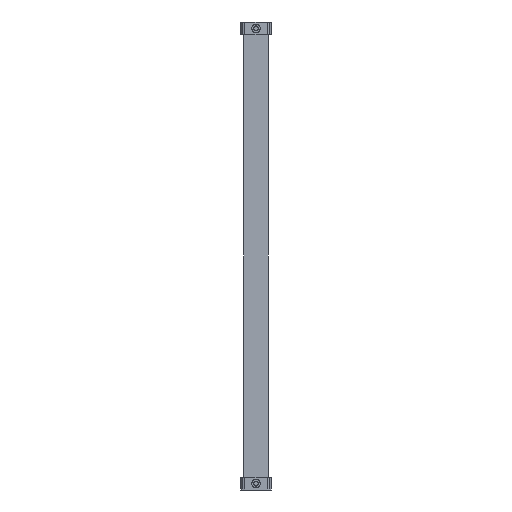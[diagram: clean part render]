
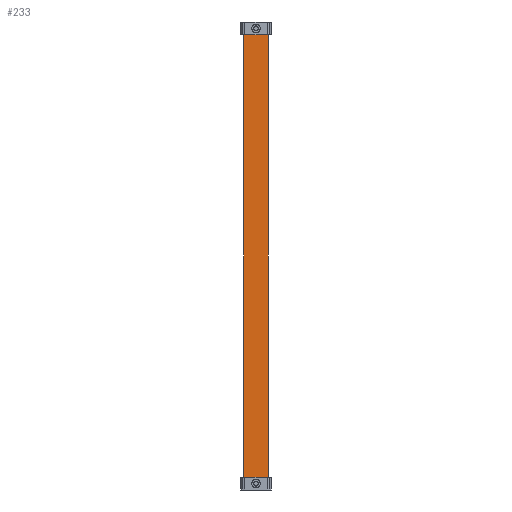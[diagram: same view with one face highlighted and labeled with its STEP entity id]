
A CAD part, front view. The second image highlights one B-rep face of the part: STEP entity #233.
In plain terms, the highlighted planar face has unit normal (0, -1, 0).
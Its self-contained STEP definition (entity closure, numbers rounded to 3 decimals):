
#233 = ADVANCED_FACE( '', ( #572 ), #573, .F. );
#572 = FACE_OUTER_BOUND( '', #1177, .T. );
#573 = PLANE( '', #1178 );
#1177 = EDGE_LOOP( '', ( #2040, #2041, #2042, #2043 ) );
#1178 = AXIS2_PLACEMENT_3D( '', #2044, #2045, #2046 );
#2040 = ORIENTED_EDGE( '', *, *, #3446, .T. );
#2041 = ORIENTED_EDGE( '', *, *, #3445, .F. );
#2042 = ORIENTED_EDGE( '', *, *, #3447, .F. );
#2043 = ORIENTED_EDGE( '', *, *, #3448, .T. );
#2044 = CARTESIAN_POINT( '', ( -29., -29., 520. ) );
#2045 = DIRECTION( '', ( 0., 1., 0. ) );
#2046 = DIRECTION( '', ( 0., 0., 1. ) );
#3445 = EDGE_CURVE( '', #4047, #4045, #4049, .T. );
#3446 = EDGE_CURVE( '', #4050, #4045, #4051, .T. );
#3447 = EDGE_CURVE( '', #4052, #4047, #4053, .T. );
#3448 = EDGE_CURVE( '', #4052, #4050, #4054, .T. );
#4045 = VERTEX_POINT( '', #5012 );
#4047 = VERTEX_POINT( '', #5015 );
#4049 = LINE( '', #5018, #5019 );
#4050 = VERTEX_POINT( '', #5020 );
#4051 = LINE( '', #5021, #5022 );
#4052 = VERTEX_POINT( '', #5023 );
#4053 = LINE( '', #5024, #5025 );
#4054 = LINE( '', #5026, #5027 );
#5012 = CARTESIAN_POINT( '', ( 29., -29., -520. ) );
#5015 = CARTESIAN_POINT( '', ( 29., -29., 520. ) );
#5018 = CARTESIAN_POINT( '', ( 29., -29., 520. ) );
#5019 = VECTOR( '', #6005, 1000. );
#5020 = CARTESIAN_POINT( '', ( -29., -29., -520. ) );
#5021 = CARTESIAN_POINT( '', ( -29., -29., -520. ) );
#5022 = VECTOR( '', #6006, 1000. );
#5023 = CARTESIAN_POINT( '', ( -29., -29., 520. ) );
#5024 = CARTESIAN_POINT( '', ( -29., -29., 520. ) );
#5025 = VECTOR( '', #6007, 1000. );
#5026 = CARTESIAN_POINT( '', ( -29., -29., 520. ) );
#5027 = VECTOR( '', #6008, 1000. );
#6005 = DIRECTION( '', ( 0., 0., -1. ) );
#6006 = DIRECTION( '', ( 1., 0., 0. ) );
#6007 = DIRECTION( '', ( 1., 0., 0. ) );
#6008 = DIRECTION( '', ( 0., 0., -1. ) );
